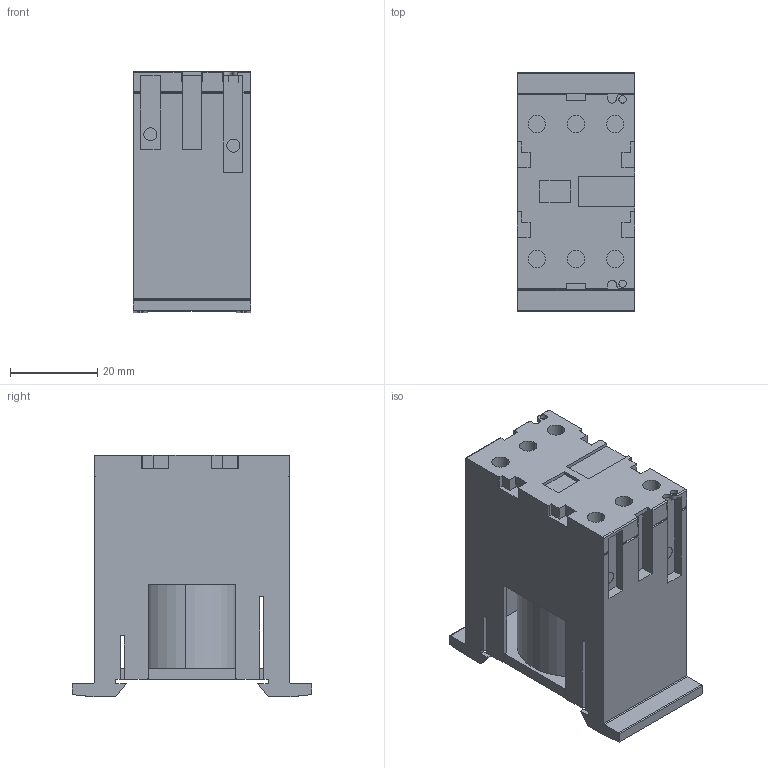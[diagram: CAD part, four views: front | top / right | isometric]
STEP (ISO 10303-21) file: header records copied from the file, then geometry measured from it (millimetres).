
FILE_DESCRIPTION(('STEP AP214'),'1');
FILE_NAME(' ',' ',('TraceParts'),('TraceParts S.A.'),'XStep 1.0',' ',' ');
FILE_SCHEMA(('automotive_design'));
Length unit declared in the file: millimetre
Products named in the file (1): 1
Bounding box: 27 x 55 x 55.5 mm (x, y, z)
Volume: 47957.7 mm3; surface area: 16715.5 mm2
Topology: 1 solids, 1 shells, 312 faces, 916 edges, 604 vertices
Faces by surface type: plane 234, cylinder 78
Entity records: 10508 total; most frequent: CARTESIAN_POINT 1867, ORIENTED_EDGE 1816, DIRECTION 1684, EDGE_CURVE 908, LINE 750, VECTOR 750, VERTEX_POINT 600, AXIS2_PLACEMENT_3D 467
